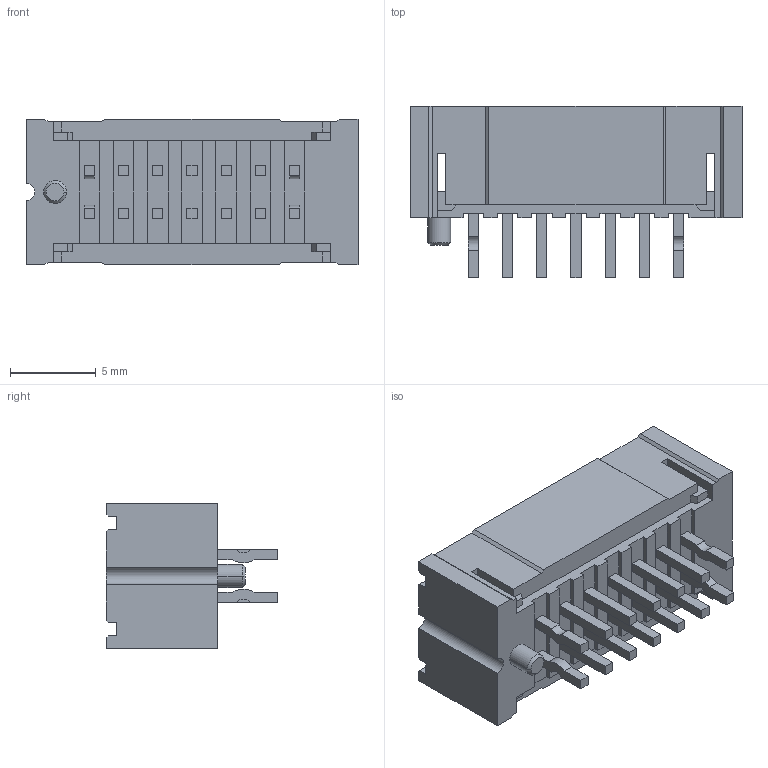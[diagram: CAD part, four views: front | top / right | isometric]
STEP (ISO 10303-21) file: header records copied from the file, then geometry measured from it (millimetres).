
FILE_DESCRIPTION((''),'2;1');
FILE_NAME('533131465','2016-10-07T',('rlalsangi'),(''),'PRO/ENGINEER BY PARAMETRIC TECHNOLOGY CORPORATION, 2012310','PRO/ENGINEER BY PARAMETRIC TECHNOLOGY CORPORATION, 2012310','');
FILE_SCHEMA(('CONFIG_CONTROL_DESIGN'));
Length unit declared in the file: millimetre
Products named in the file (1): 533131465
Bounding box: 19.4 x 10 x 8.5 mm (x, y, z)
Volume: 438.3 mm3; surface area: 1236.8 mm2
Topology: 1 solids, 1 shells, 286 faces, 805 edges, 548 vertices
Faces by surface type: plane 273, cylinder 11, cone 2
Entity records: 9079 total; most frequent: CARTESIAN_POINT 1599, ORIENTED_EDGE 1538, DIRECTION 1435, EDGE_CURVE 769, VECTOR 751, LINE 751, VERTEX_POINT 506, AXIS2_PLACEMENT_3D 342
